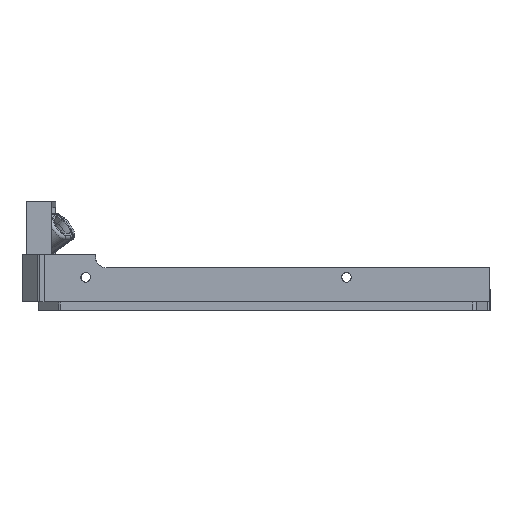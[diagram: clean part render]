
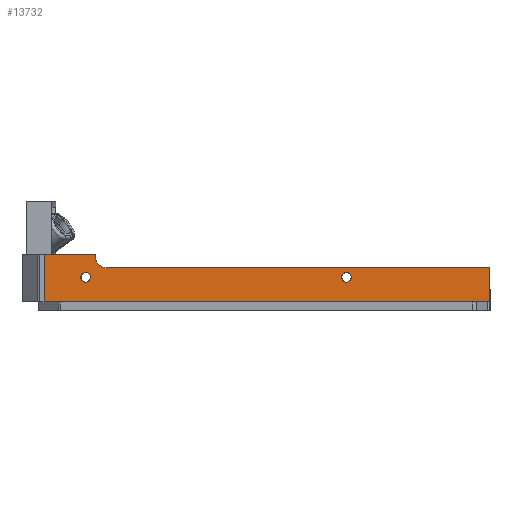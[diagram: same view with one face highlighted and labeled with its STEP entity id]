
A CAD part, front view. The second image highlights one B-rep face of the part: STEP entity #13732.
In plain terms, the highlighted planar face has unit normal (-0.012, -1, 0).
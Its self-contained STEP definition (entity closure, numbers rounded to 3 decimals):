
#12617=CARTESIAN_POINT('',(-591.139,529.859,14.432));
#12618=VERTEX_POINT('',#12617);
#12625=CARTESIAN_POINT('',(-567.18,529.568,14.432));
#12626=VERTEX_POINT('',#12625);
#12627=CARTESIAN_POINT('',(-591.139,529.859,14.432));
#12628=DIRECTION('',(1.,-0.012,0.));
#12629=VECTOR('',#12628,23.96);
#12630=LINE('',#12627,#12629);
#12631=EDGE_CURVE('',#12618,#12626,#12630,.T.);
#13014=CARTESIAN_POINT('',(-383.232,527.335,-7.568));
#13015=VERTEX_POINT('',#13014);
#13022=CARTESIAN_POINT('',(-591.139,529.859,-7.568));
#13023=VERTEX_POINT('',#13022);
#13024=CARTESIAN_POINT('',(-591.139,529.859,-7.568));
#13025=DIRECTION('',(1.,-0.012,0.));
#13026=VECTOR('',#13025,207.922);
#13027=LINE('',#13024,#13026);
#13028=EDGE_CURVE('',#13023,#13015,#13027,.T.);
#13308=CARTESIAN_POINT('',(-562.181,529.507,8.432));
#13309=VERTEX_POINT('',#13308);
#13316=CARTESIAN_POINT('',(-383.232,527.335,8.432));
#13317=VERTEX_POINT('',#13316);
#13318=CARTESIAN_POINT('',(-383.232,527.335,8.432));
#13319=DIRECTION('',(-1.,0.012,-0.));
#13320=VECTOR('',#13319,178.962);
#13321=LINE('',#13318,#13320);
#13322=EDGE_CURVE('',#13317,#13309,#13321,.T.);
#13642=CARTESIAN_POINT('',(-591.139,529.859,-7.568));
#13643=DIRECTION('',(-0.,0.,1.));
#13644=VECTOR('',#13643,22.);
#13645=LINE('',#13642,#13644);
#13646=EDGE_CURVE('',#13023,#12618,#13645,.T.);
#13651=CARTESIAN_POINT('',(-591.139,529.859,4.432));
#13652=DIRECTION('',(-0.012,-1.,0.));
#13653=DIRECTION('',(1.,-0.012,0.));
#13654=AXIS2_PLACEMENT_3D('',#13651,#13652,#13653);
#13655=PLANE('',#13654);
#13656=CARTESIAN_POINT('',(-383.232,527.335,-7.568));
#13657=DIRECTION('',(-0.,0.,1.));
#13658=VECTOR('',#13657,16.);
#13659=LINE('',#13656,#13658);
#13660=EDGE_CURVE('',#13015,#13317,#13659,.T.);
#13661=ORIENTED_EDGE('',*,*,#13660,.T.);
#13662=ORIENTED_EDGE('',*,*,#13322,.T.);
#13663=CARTESIAN_POINT('',(-565.716,529.55,9.896));
#13664=VERTEX_POINT('',#13663);
#13665=CARTESIAN_POINT('',(-562.181,529.507,13.432));
#13666=DIRECTION('',(-0.012,-1.,0.));
#13667=DIRECTION('',(-0.,0.,1.));
#13668=AXIS2_PLACEMENT_3D('',#13665,#13666,#13667);
#13669=CIRCLE('',#13668,5.);
#13670=EDGE_CURVE('',#13664,#13309,#13669,.T.);
#13671=ORIENTED_EDGE('',*,*,#13670,.F.);
#13672=CARTESIAN_POINT('',(-567.18,529.568,13.432));
#13673=VERTEX_POINT('',#13672);
#13674=CARTESIAN_POINT('',(-562.181,529.507,13.432));
#13675=DIRECTION('',(-0.012,-1.,0.));
#13676=DIRECTION('',(-0.,0.,1.));
#13677=AXIS2_PLACEMENT_3D('',#13674,#13675,#13676);
#13678=CIRCLE('',#13677,5.);
#13679=EDGE_CURVE('',#13673,#13664,#13678,.T.);
#13680=ORIENTED_EDGE('',*,*,#13679,.F.);
#13681=CARTESIAN_POINT('',(-567.18,529.568,13.432));
#13682=DIRECTION('',(-0.,0.,1.));
#13683=VECTOR('',#13682,1.);
#13684=LINE('',#13681,#13683);
#13685=EDGE_CURVE('',#13673,#12626,#13684,.T.);
#13686=ORIENTED_EDGE('',*,*,#13685,.T.);
#13687=ORIENTED_EDGE('',*,*,#12631,.F.);
#13688=ORIENTED_EDGE('',*,*,#13646,.F.);
#13689=ORIENTED_EDGE('',*,*,#13028,.T.);
#13690=EDGE_LOOP('',(#13661,#13662,#13671,#13680,#13686,#13687,#13688,#13689));
#13691=FACE_BOUND('',#13690,.T.);
#13692=CARTESIAN_POINT('',(-573.98,529.651,3.932));
#13693=VERTEX_POINT('',#13692);
#13694=CARTESIAN_POINT('',(-569.48,529.596,3.932));
#13695=VERTEX_POINT('',#13694);
#13696=CARTESIAN_POINT('',(-571.73,529.623,3.932));
#13697=DIRECTION('',(0.012,1.,-0.));
#13698=DIRECTION('',(-1.,0.012,-0.));
#13699=AXIS2_PLACEMENT_3D('',#13696,#13697,#13698);
#13700=CIRCLE('',#13699,2.25);
#13701=EDGE_CURVE('',#13693,#13695,#13700,.T.);
#13702=ORIENTED_EDGE('',*,*,#13701,.T.);
#13703=CARTESIAN_POINT('',(-571.73,529.623,3.932));
#13704=DIRECTION('',(0.012,1.,-0.));
#13705=DIRECTION('',(-1.,0.012,-0.));
#13706=AXIS2_PLACEMENT_3D('',#13703,#13704,#13705);
#13707=CIRCLE('',#13706,2.25);
#13708=EDGE_CURVE('',#13695,#13693,#13707,.T.);
#13709=ORIENTED_EDGE('',*,*,#13708,.T.);
#13710=EDGE_LOOP('',(#13702,#13709));
#13711=FACE_BOUND('',#13710,.T.);
#13712=CARTESIAN_POINT('',(-452.239,528.173,3.932));
#13713=VERTEX_POINT('',#13712);
#13714=CARTESIAN_POINT('',(-447.739,528.118,3.932));
#13715=VERTEX_POINT('',#13714);
#13716=CARTESIAN_POINT('',(-449.989,528.145,3.932));
#13717=DIRECTION('',(0.012,1.,-0.));
#13718=DIRECTION('',(-1.,0.012,-0.));
#13719=AXIS2_PLACEMENT_3D('',#13716,#13717,#13718);
#13720=CIRCLE('',#13719,2.25);
#13721=EDGE_CURVE('',#13713,#13715,#13720,.T.);
#13722=ORIENTED_EDGE('',*,*,#13721,.T.);
#13723=CARTESIAN_POINT('',(-449.989,528.145,3.932));
#13724=DIRECTION('',(0.012,1.,-0.));
#13725=DIRECTION('',(-1.,0.012,-0.));
#13726=AXIS2_PLACEMENT_3D('',#13723,#13724,#13725);
#13727=CIRCLE('',#13726,2.25);
#13728=EDGE_CURVE('',#13715,#13713,#13727,.T.);
#13729=ORIENTED_EDGE('',*,*,#13728,.T.);
#13730=EDGE_LOOP('',(#13722,#13729));
#13731=FACE_BOUND('',#13730,.T.);
#13732=ADVANCED_FACE('',(#13691,#13711,#13731),#13655,.T.);
